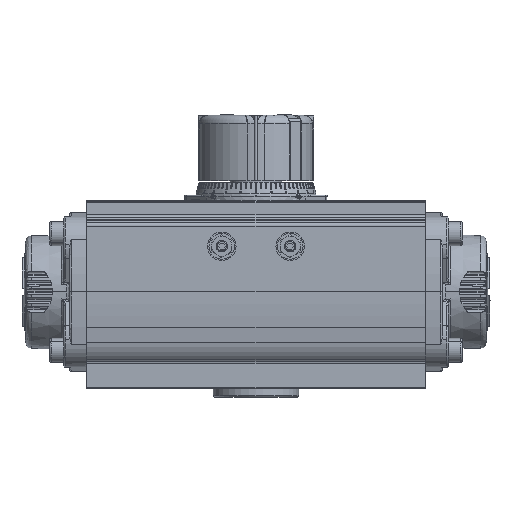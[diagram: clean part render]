
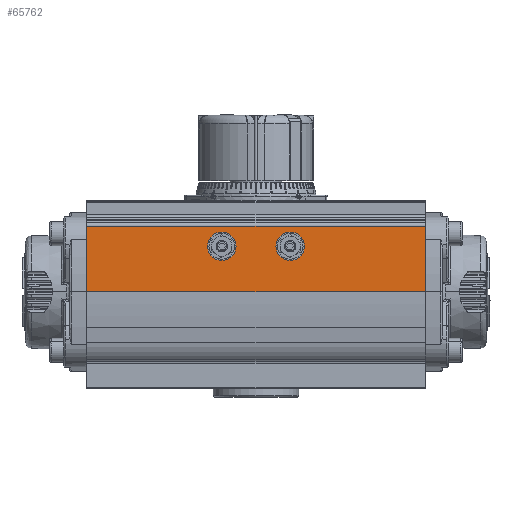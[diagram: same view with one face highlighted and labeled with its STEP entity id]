
A CAD part, top view. The second image highlights one B-rep face of the part: STEP entity #65762.
In plain terms, the highlighted face is planar.
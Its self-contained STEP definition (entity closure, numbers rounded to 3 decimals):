
#26481 = AXIS2_PLACEMENT_3D ( 'NONE', #26518, #26517, #26516 ) ;
#26516 = DIRECTION ( 'NONE',  ( 0., 0., -1. ) ) ;
#26517 = DIRECTION ( 'NONE',  ( 1., 0., 0. ) ) ;
#26518 = CARTESIAN_POINT ( 'NONE',  ( -3.876, 11.677, 3.5 ) ) ;
#26520 = CARTESIAN_POINT ( 'NONE',  ( -3.876, 59.077, 10.5 ) ) ;
#26527 = CIRCLE ( 'NONE', #26481, 5. ) ;
#26570 = DIRECTION ( 'NONE',  ( 1., 0., 0. ) ) ;
#26584 = CARTESIAN_POINT ( 'NONE',  ( -3.876, -12.323, 3.5 ) ) ;
#26622 = CARTESIAN_POINT ( 'NONE',  ( -3.876, -12.323, -1.5 ) ) ;
#26624 = DIRECTION ( 'NONE',  ( 0., 0., -1. ) ) ;
#26627 = CIRCLE ( 'NONE', #26630, 5. ) ;
#26630 = AXIS2_PLACEMENT_3D ( 'NONE', #26584, #26570, #26624 ) ;
#37681 = FACE_BOUND ( 'NONE', #66005, .T. ) ;
#37701 = DIRECTION ( 'NONE',  ( 0., 0., -1. ) ) ;
#37703 = VECTOR ( 'NONE', #37701, 1000. ) ;
#37721 = PLANE ( 'NONE',  #37733 ) ;
#37722 = CARTESIAN_POINT ( 'NONE',  ( -3.876, -0.323, -12.5 ) ) ;
#37723 = DIRECTION ( 'NONE',  ( 0., 0., 1. ) ) ;
#37724 = VECTOR ( 'NONE', #37723, 1000. ) ;
#37725 = CARTESIAN_POINT ( 'NONE',  ( -3.876, -59.723, 0.017 ) ) ;
#37727 = CARTESIAN_POINT ( 'NONE',  ( -3.876, 59.077, 5.369 ) ) ;
#37728 = LINE ( 'NONE', #37727, #37703 ) ;
#37730 = FACE_OUTER_BOUND ( 'NONE', #65764, .T. ) ;
#37732 = DIRECTION ( 'NONE',  ( -1., 0., 0. ) ) ;
#37733 = AXIS2_PLACEMENT_3D ( 'NONE', #37722, #37732, #37743 ) ;
#37734 = DIRECTION ( 'NONE',  ( 0., 1., 0. ) ) ;
#37735 = VECTOR ( 'NONE', #37734, 1000. ) ;
#37736 = LINE ( 'NONE', #37725, #37724 ) ;
#37739 = CARTESIAN_POINT ( 'NONE',  ( -3.876, -59.723, -12.5 ) ) ;
#37740 = CARTESIAN_POINT ( 'NONE',  ( -3.876, -0.323, -12.5 ) ) ;
#37742 = LINE ( 'NONE', #37740, #37735 ) ;
#37743 = DIRECTION ( 'NONE',  ( 0., 0., 1. ) ) ;
#37748 = FACE_BOUND ( 'NONE', #65976, .T. ) ;
#37875 = CARTESIAN_POINT ( 'NONE',  ( -3.876, 59.077, -12.5 ) ) ;
#55115 = CARTESIAN_POINT ( 'NONE',  ( -3.876, -59.723, 10.5 ) ) ;
#55324 = CARTESIAN_POINT ( 'NONE',  ( -3.876, 11.677, -1.5 ) ) ;
#55335 = DIRECTION ( 'NONE',  ( 0., 1., 0. ) ) ;
#55336 = VECTOR ( 'NONE', #55335, 1000. ) ;
#55337 = CARTESIAN_POINT ( 'NONE',  ( -3.876, -0.323, 10.5 ) ) ;
#55338 = LINE ( 'NONE', #55337, #55336 ) ;
#61975 = VERTEX_POINT ( 'NONE', #55115 ) ;
#62108 = VERTEX_POINT ( 'NONE', #55324 ) ;
#62136 = EDGE_CURVE ( 'NONE', #61975, #62353, #55338, .T. ) ;
#62352 = EDGE_CURVE ( 'NONE', #62108, #62678, #26527, .T. ) ;
#62353 = VERTEX_POINT ( 'NONE', #26520 ) ;
#62442 = EDGE_CURVE ( 'NONE', #62498, #62673, #26627, .T. ) ;
#62498 = VERTEX_POINT ( 'NONE', #26622 ) ;
#62524 = EDGE_CURVE ( 'NONE', #62673, #62498, #92691, .T. ) ;
#62673 = VERTEX_POINT ( 'NONE', #92903 ) ;
#62677 = EDGE_CURVE ( 'NONE', #62678, #62108, #92884, .T. ) ;
#62678 = VERTEX_POINT ( 'NONE', #92891 ) ;
#65737 = ORIENTED_EDGE ( 'NONE', *, *, #65761, .T. ) ;
#65760 = EDGE_CURVE ( 'NONE', #65767, #65906, #37742, .T. ) ;
#65761 = EDGE_CURVE ( 'NONE', #65767, #61975, #37736, .T. ) ;
#65762 = ADVANCED_FACE ( 'NONE', ( #37748, #37681, #37730 ), #37721, .T. ) ;
#65764 = EDGE_LOOP ( 'NONE', ( #65910, #65737, #65924, #66056 ) ) ;
#65767 = VERTEX_POINT ( 'NONE', #37739 ) ;
#65778 = ORIENTED_EDGE ( 'NONE', *, *, #62677, .T. ) ;
#65780 = ORIENTED_EDGE ( 'NONE', *, *, #62352, .T. ) ;
#65783 = EDGE_CURVE ( 'NONE', #62353, #65906, #37728, .T. ) ;
#65784 = ORIENTED_EDGE ( 'NONE', *, *, #62442, .T. ) ;
#65906 = VERTEX_POINT ( 'NONE', #37875 ) ;
#65910 = ORIENTED_EDGE ( 'NONE', *, *, #65760, .F. ) ;
#65921 = ORIENTED_EDGE ( 'NONE', *, *, #62524, .T. ) ;
#65924 = ORIENTED_EDGE ( 'NONE', *, *, #62136, .T. ) ;
#65976 = EDGE_LOOP ( 'NONE', ( #65778, #65780 ) ) ;
#66005 = EDGE_LOOP ( 'NONE', ( #65921, #65784 ) ) ;
#66056 = ORIENTED_EDGE ( 'NONE', *, *, #65783, .T. ) ;
#92686 = DIRECTION ( 'NONE',  ( 0., 0., -1. ) ) ;
#92688 = DIRECTION ( 'NONE',  ( 1., 0., 0. ) ) ;
#92689 = AXIS2_PLACEMENT_3D ( 'NONE', #92704, #92688, #92686 ) ;
#92691 = CIRCLE ( 'NONE', #92689, 5. ) ;
#92704 = CARTESIAN_POINT ( 'NONE',  ( -3.876, -12.323, 3.5 ) ) ;
#92877 = DIRECTION ( 'NONE',  ( 0., 0., -1. ) ) ;
#92878 = DIRECTION ( 'NONE',  ( 1., 0., 0. ) ) ;
#92879 = CARTESIAN_POINT ( 'NONE',  ( -3.876, 11.677, 3.5 ) ) ;
#92884 = CIRCLE ( 'NONE', #92900, 5. ) ;
#92891 = CARTESIAN_POINT ( 'NONE',  ( -3.876, 11.677, 8.5 ) ) ;
#92900 = AXIS2_PLACEMENT_3D ( 'NONE', #92879, #92878, #92877 ) ;
#92903 = CARTESIAN_POINT ( 'NONE',  ( -3.876, -12.323, 8.5 ) ) ;
